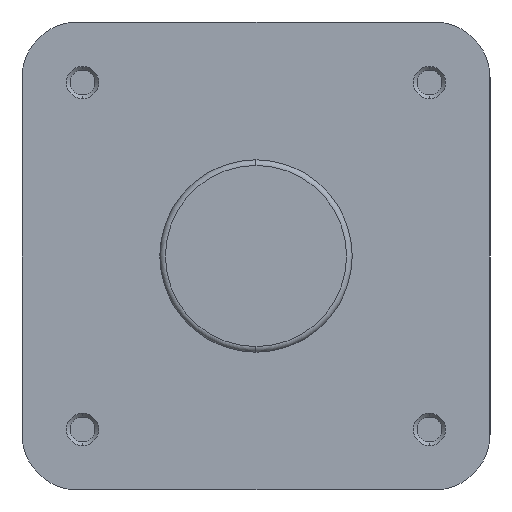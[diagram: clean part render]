
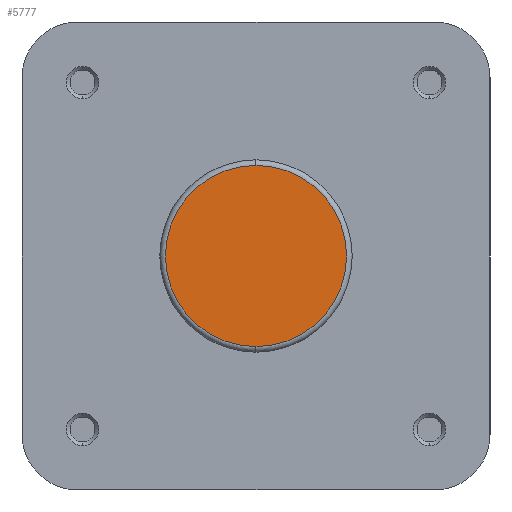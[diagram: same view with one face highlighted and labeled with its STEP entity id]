
A CAD part, left-side view. The second image highlights one B-rep face of the part: STEP entity #5777.
In plain terms, the highlighted planar face has unit normal (-1, 0, 0).
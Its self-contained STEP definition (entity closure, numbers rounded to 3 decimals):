
#175 = AXIS2_PLACEMENT_3D ( 'NONE', #4769, #4773, #4774 ) ;
#198 = AXIS2_PLACEMENT_3D ( 'NONE', #4897, #4907, #4908 ) ;
#496 = AXIS2_PLACEMENT_3D ( 'NONE', #3430, #3433, #3434 ) ;
#684 = CIRCLE ( 'NONE', #175, 24.4 ) ;
#755 = CIRCLE ( 'NONE', #198, 24.4 ) ;
#1425 = FACE_OUTER_BOUND ( 'NONE', #6142, .T. ) ;
#1745 = EDGE_CURVE ( 'NONE', #5884, #5883, #684, .T. ) ;
#1792 = EDGE_CURVE ( 'NONE', #5883, #5884, #755, .T. ) ;
#3430 = CARTESIAN_POINT ( 'NONE',  ( 0., 0., 0. ) ) ;
#3431 = PLANE ( 'NONE',  #496 ) ;
#3433 = DIRECTION ( 'NONE',  ( 1., 0., 0. ) ) ;
#3434 = DIRECTION ( 'NONE',  ( 0., 0., -1. ) ) ;
#3614 = CARTESIAN_POINT ( 'NONE',  ( 0., 0., -24.4 ) ) ;
#3615 = CARTESIAN_POINT ( 'NONE',  ( 0., 0., 24.4 ) ) ;
#4235 = ORIENTED_EDGE ( 'NONE', *, *, #1745, .T. ) ;
#4237 = ORIENTED_EDGE ( 'NONE', *, *, #1792, .T. ) ;
#4769 = CARTESIAN_POINT ( 'NONE',  ( 0., 0., 0. ) ) ;
#4773 = DIRECTION ( 'NONE',  ( -1., 0., 0. ) ) ;
#4774 = DIRECTION ( 'NONE',  ( 0., 0., -1. ) ) ;
#4897 = CARTESIAN_POINT ( 'NONE',  ( 0., 0., 0. ) ) ;
#4907 = DIRECTION ( 'NONE',  ( -1., 0., 0. ) ) ;
#4908 = DIRECTION ( 'NONE',  ( 0., 0., -1. ) ) ;
#5777 = ADVANCED_FACE ( 'NONE', ( #1425 ), #3431, .F. ) ;
#5883 = VERTEX_POINT ( 'NONE', #3614 ) ;
#5884 = VERTEX_POINT ( 'NONE', #3615 ) ;
#6142 = EDGE_LOOP ( 'NONE', ( #4237, #4235 ) ) ;
